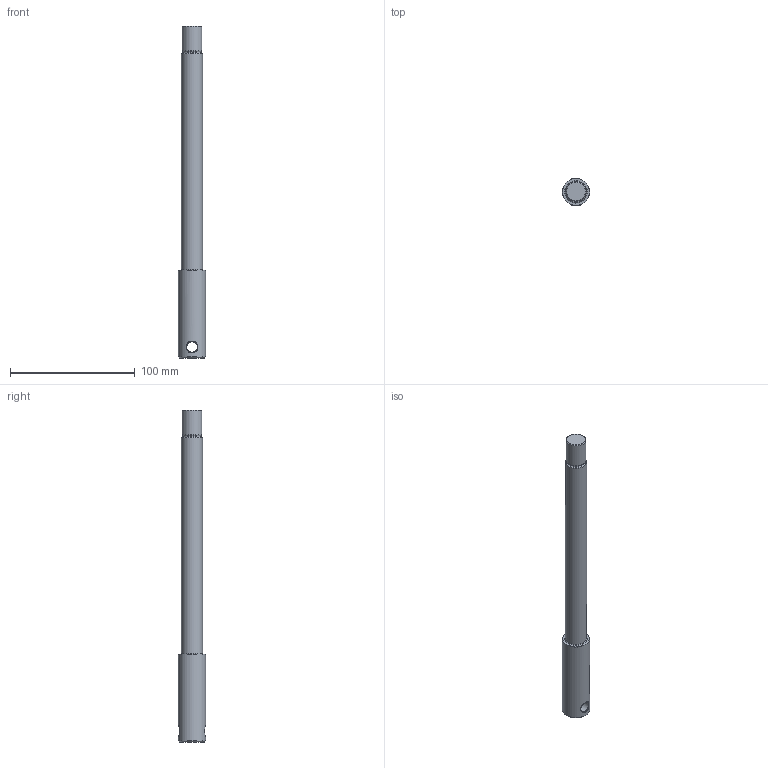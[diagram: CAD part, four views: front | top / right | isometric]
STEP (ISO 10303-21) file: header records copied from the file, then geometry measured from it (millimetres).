
FILE_DESCRIPTION(/* description */ (''),/* implementation_level */ '2;1');
FILE_NAME(/* name */ 'Morini 500 Vorderachse.stp',/* time_stamp */ '2020-03-31T11:23:54+02:00',/* author */ ('mfr'),/* organization */ (''),/* preprocessor_version */ 'ST-DEVELOPER v16.5',/* originating_system */ 'Autodesk Inventor 2017',/* authorisation */ '');
FILE_SCHEMA (('AUTOMOTIVE_DESIGN { 1 0 10303 214 3 1 1 }'));
Length unit declared in the file: millimetre
Products named in the file (1): Morini 500 Vorderachse
Bounding box: 22 x 22 x 266.5 mm (x, y, z)
Volume: 69154.1 mm3; surface area: 16384.6 mm2
Topology: 1 solids, 1 shells, 18 faces, 34 edges, 20 vertices
Faces by surface type: cylinder 5, plane 4, cone 4, torus 3, bspline 2
Full cylindrical faces by diameter (mm): 8.5 x1, 14.504 x1, 16 x1, 16.95 x1, 22 x1
Entity records: 666 total; most frequent: CARTESIAN_POINT 333, DIRECTION 64, ORIENTED_EDGE 40, EDGE_LOOP 34, AXIS2_PLACEMENT_3D 31, EDGE_CURVE 20, FACE_OUTER_BOUND 18, VERTEX_POINT 18
